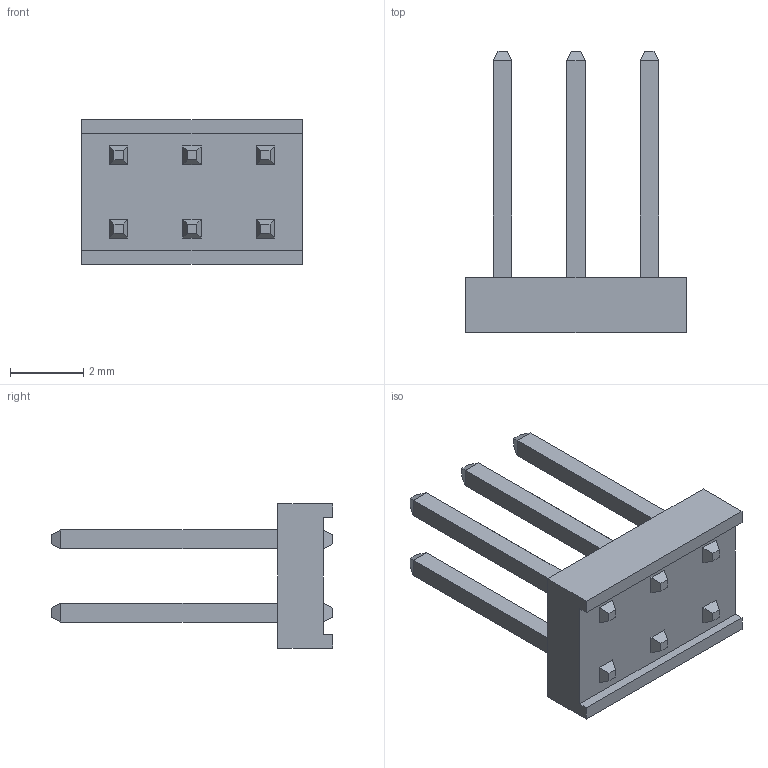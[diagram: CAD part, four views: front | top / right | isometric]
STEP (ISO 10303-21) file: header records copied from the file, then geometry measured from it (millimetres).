
FILE_DESCRIPTION( ( 'STEP AP214' ), '1' );
FILE_NAME( 'MTMM-103-03-S-D-243.stp', '2019-12-08T22:05:49', ( '' ), ( '' ), ' ', 'PARTsolutions', ' ' );
FILE_SCHEMA( ( 'AUTOMOTIVE_DESIGN { 1 0 10303 214 1 1 1 1 }' ) );
Length unit declared in the file: inch
Products named in the file (3): MTMM-103-03-S-D-243; _MTMM-103-03-S-D-243_pins; _MTMM-103-03-S-D-243_body
Assembly tree (2 placements, depth 2):
  MTMM-103-03-S-D-243
    _MTMM-103-03-S-D-243_pins
    _MTMM-103-03-S-D-243_body
Bounding box: 6 x 7.67 x 3.94 mm (x, y, z)
Volume: 42.9 mm3; surface area: 208.5 mm2
Topology: 2 solids, 2 shells, 144 faces, 348 edges, 216 vertices
Faces by surface type: plane 144
Entity records: 5278 total; most frequent: CARTESIAN_POINT 711, ORIENTED_EDGE 696, DIRECTION 642, EDGE_CURVE 348, LINE 348, VECTOR 348, VERTEX_POINT 216, EDGE_LOOP 164
